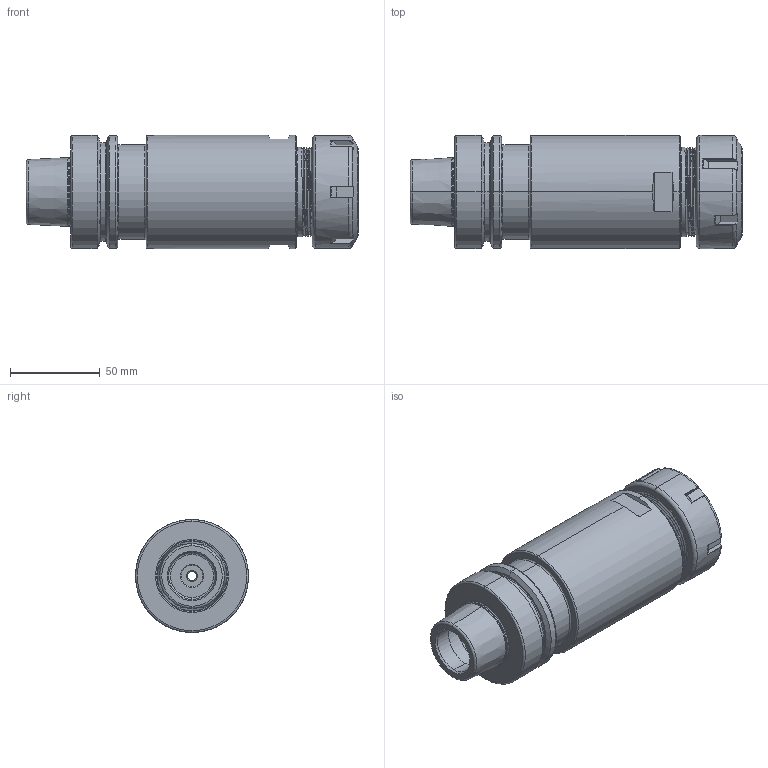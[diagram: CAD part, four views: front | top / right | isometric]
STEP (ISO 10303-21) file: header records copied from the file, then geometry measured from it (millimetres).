
FILE_DESCRIPTION (( 'STEP AP203' ), '1' );
FILE_NAME ('F63.02.26.2.STEP', '2017-12-25T10:57:23', ( '' ), ( '' ), 'SwSTEP 2.0', 'SolidWorks 2012', '' );
FILE_SCHEMA (( 'CONFIG_CONTROL_DESIGN' ));
Length unit declared in the file: millimetre
Products named in the file (3): 2-01.100.0400260C7_ER40螺帽(六溝); F63.02.26.2
Assembly tree (2 placements, depth 2):
  F63.02.26.2
    F63.02.26.2
    2-01.100.0400260C7_ER40螺帽(六溝)
Bounding box: 185 x 63 x 63 mm (x, y, z)
Volume: 360658.5 mm3; surface area: 72833.7 mm2
Topology: 2 solids, 2 shells, 375 faces, 984 edges, 622 vertices
Faces by surface type: cylinder 184, plane 61, torus 59, bspline 42, cone 29
Entity records: 23296 total; most frequent: CARTESIAN_POINT 14965, ORIENTED_EDGE 1964, DIRECTION 1419, EDGE_CURVE 982, VERTEX_POINT 622, AXIS2_PLACEMENT_3D 568, EDGE_LOOP 390, ADVANCED_FACE 375
